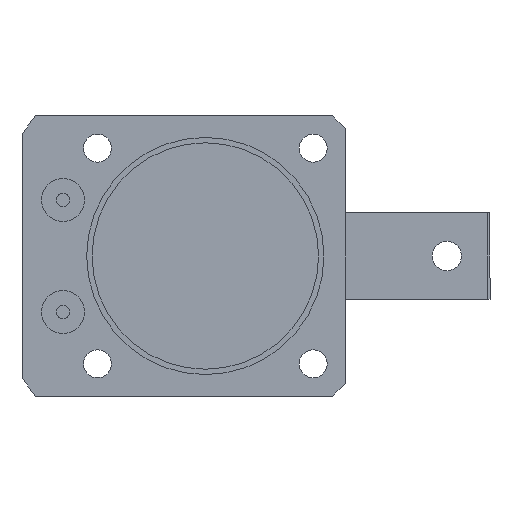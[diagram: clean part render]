
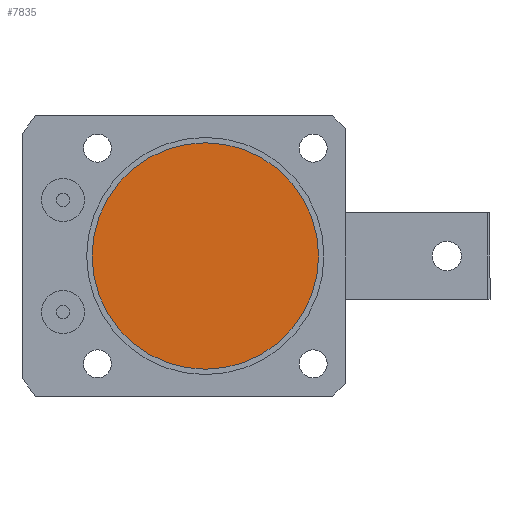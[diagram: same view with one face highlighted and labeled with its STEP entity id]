
A CAD part, front view. The second image highlights one B-rep face of the part: STEP entity #7835.
In plain terms, the highlighted planar face has unit normal (0, -1, 0).
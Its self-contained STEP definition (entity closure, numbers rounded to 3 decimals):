
#719 = AXIS2_PLACEMENT_3D ( 'NONE', #2984, #2926, #2925 ) ;
#1046 = AXIS2_PLACEMENT_3D ( 'NONE', #4741, #4740, #4739 ) ;
#1324 = AXIS2_PLACEMENT_3D ( 'NONE', #6716, #6717, #6718 ) ;
#1725 = FACE_OUTER_BOUND ( 'NONE', #8174, .T. ) ;
#2925 = DIRECTION ( 'NONE',  ( 0., 0., 1. ) ) ;
#2926 = DIRECTION ( 'NONE',  ( 0., 1., 0. ) ) ;
#2981 = PLANE ( 'NONE',  #719 ) ;
#2984 = CARTESIAN_POINT ( 'NONE',  ( 0., 0., 0. ) ) ;
#3757 = CIRCLE ( 'NONE', #1324, 26.25 ) ;
#4739 = DIRECTION ( 'NONE',  ( 0., 0., -1. ) ) ;
#4740 = DIRECTION ( 'NONE',  ( 0., 1., 0. ) ) ;
#4741 = CARTESIAN_POINT ( 'NONE',  ( 0., 0., 0. ) ) ;
#5787 = VERTEX_POINT ( 'NONE', #10016 ) ;
#5792 = VERTEX_POINT ( 'NONE', #10001 ) ;
#6716 = CARTESIAN_POINT ( 'NONE',  ( 0., 0., 0. ) ) ;
#6717 = DIRECTION ( 'NONE',  ( 0., 1., 0. ) ) ;
#6718 = DIRECTION ( 'NONE',  ( 0., 0., -1. ) ) ;
#7835 = ADVANCED_FACE ( 'NONE', ( #1725 ), #2981, .F. ) ;
#8174 = EDGE_LOOP ( 'NONE', ( #8912, #8953 ) ) ;
#8609 = EDGE_CURVE ( 'NONE', #5787, #5792, #9705, .T. ) ;
#8912 = ORIENTED_EDGE ( 'NONE', *, *, #8609, .F. ) ;
#8953 = ORIENTED_EDGE ( 'NONE', *, *, #11196, .F. ) ;
#9705 = CIRCLE ( 'NONE', #1046, 26.25 ) ;
#10001 = CARTESIAN_POINT ( 'NONE',  ( 0., 0., 26.25 ) ) ;
#10016 = CARTESIAN_POINT ( 'NONE',  ( 0., 0., -26.25 ) ) ;
#11196 = EDGE_CURVE ( 'NONE', #5792, #5787, #3757, .T. ) ;
